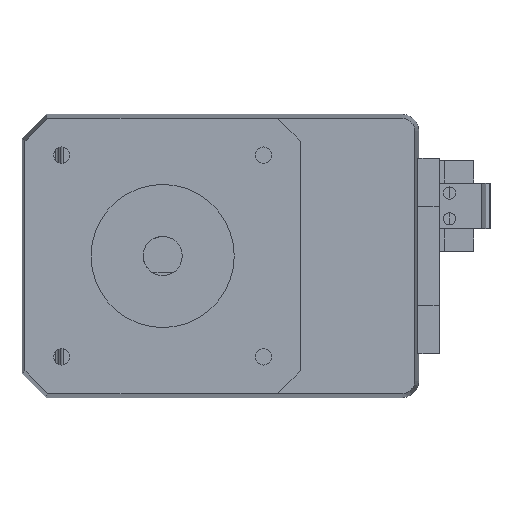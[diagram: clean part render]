
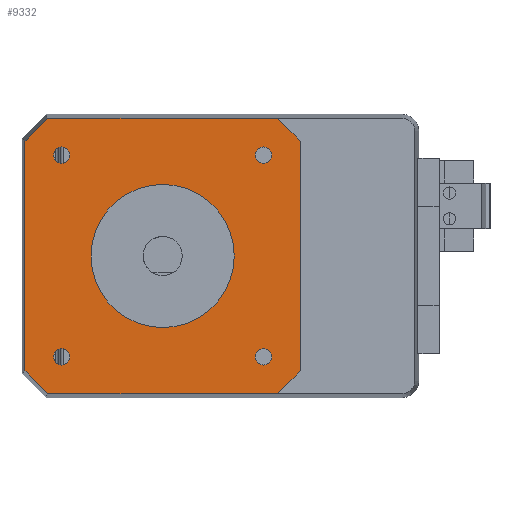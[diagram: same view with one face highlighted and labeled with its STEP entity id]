
A CAD part, front view. The second image highlights one B-rep face of the part: STEP entity #9332.
In plain terms, the highlighted planar face has unit normal (0, -1, 0).
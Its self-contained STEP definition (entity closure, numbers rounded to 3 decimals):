
#9317 = EDGE_LOOP ( 'NONE', ( #9318 ) ) ;
#9318 = ORIENTED_EDGE ( 'NONE', *, *, #9324, .F. ) ;
#9320 = ORIENTED_EDGE ( 'NONE', *, *, #9402, .F. ) ;
#9321 = EDGE_CURVE ( 'NONE', #9401, #9389, #17802, .T. ) ;
#9322 = ORIENTED_EDGE ( 'NONE', *, *, #9321, .F. ) ;
#9323 = EDGE_CURVE ( 'NONE', #9386, #9401, #17712, .T. ) ;
#9324 = EDGE_CURVE ( 'NONE', #18405, #18405, #17717, .T. ) ;
#9330 = ORIENTED_EDGE ( 'NONE', *, *, #9333, .F. ) ;
#9332 = ADVANCED_FACE ( 'NONE', ( #17688, #17685, #17629, #17704, #17680, #17678 ), #18771, .T. ) ;
#9333 = EDGE_CURVE ( 'NONE', #9378, #9408, #18917, .T. ) ;
#9334 = EDGE_CURVE ( 'NONE', #18403, #18403, #18912, .T. ) ;
#9335 = EDGE_LOOP ( 'NONE', ( #9380 ) ) ;
#9337 = EDGE_CURVE ( 'NONE', #18401, #18401, #18913, .T. ) ;
#9338 = VERTEX_POINT ( 'NONE', #18907 ) ;
#9378 = VERTEX_POINT ( 'NONE', #18956 ) ;
#9379 = EDGE_CURVE ( 'NONE', #18399, #18399, #18957, .T. ) ;
#9380 = ORIENTED_EDGE ( 'NONE', *, *, #9337, .F. ) ;
#9381 = EDGE_LOOP ( 'NONE', ( #9382 ) ) ;
#9382 = ORIENTED_EDGE ( 'NONE', *, *, #9334, .F. ) ;
#9383 = EDGE_CURVE ( 'NONE', #9338, #9386, #18942, .T. ) ;
#9384 = EDGE_LOOP ( 'NONE', ( #9385 ) ) ;
#9385 = ORIENTED_EDGE ( 'NONE', *, *, #9405, .F. ) ;
#9386 = VERTEX_POINT ( 'NONE', #18953 ) ;
#9387 = EDGE_LOOP ( 'NONE', ( #9388 ) ) ;
#9388 = ORIENTED_EDGE ( 'NONE', *, *, #9379, .F. ) ;
#9389 = VERTEX_POINT ( 'NONE', #18946 ) ;
#9390 = EDGE_LOOP ( 'NONE', ( #9392, #9394, #9330, #9393, #9395, #9320, #9322, #9400 ) ) ;
#9392 = ORIENTED_EDGE ( 'NONE', *, *, #9383, .F. ) ;
#9393 = ORIENTED_EDGE ( 'NONE', *, *, #9396, .F. ) ;
#9394 = ORIENTED_EDGE ( 'NONE', *, *, #9407, .F. ) ;
#9395 = ORIENTED_EDGE ( 'NONE', *, *, #9399, .F. ) ;
#9396 = EDGE_CURVE ( 'NONE', #9397, #9378, #18943, .T. ) ;
#9397 = VERTEX_POINT ( 'NONE', #18937 ) ;
#9399 = EDGE_CURVE ( 'NONE', #9403, #9397, #18848, .T. ) ;
#9400 = ORIENTED_EDGE ( 'NONE', *, *, #9323, .F. ) ;
#9401 = VERTEX_POINT ( 'NONE', #18845 ) ;
#9402 = EDGE_CURVE ( 'NONE', #9389, #9403, #18938, .T. ) ;
#9403 = VERTEX_POINT ( 'NONE', #18850 ) ;
#9405 = EDGE_CURVE ( 'NONE', #18395, #18395, #18843, .T. ) ;
#9407 = EDGE_CURVE ( 'NONE', #9408, #9338, #18801, .T. ) ;
#9408 = VERTEX_POINT ( 'NONE', #18851 ) ;
#17629 = FACE_BOUND ( 'NONE', #9384, .T. ) ;
#17678 = FACE_BOUND ( 'NONE', #9317, .T. ) ;
#17680 = FACE_OUTER_BOUND ( 'NONE', #9390, .T. ) ;
#17685 = FACE_BOUND ( 'NONE', #9381, .T. ) ;
#17688 = FACE_BOUND ( 'NONE', #9335, .T. ) ;
#17697 = DIRECTION ( 'NONE',  ( 0., 0., -1. ) ) ;
#17698 = DIRECTION ( 'NONE',  ( 0., -1., 0. ) ) ;
#17699 = CARTESIAN_POINT ( 'NONE',  ( -6.102, 2.307, 0. ) ) ;
#17704 = FACE_BOUND ( 'NONE', #9387, .T. ) ;
#17710 = DIRECTION ( 'NONE',  ( 0., 0., 1. ) ) ;
#17711 = VECTOR ( 'NONE', #17710, 1000. ) ;
#17712 = LINE ( 'NONE', #17790, #17711 ) ;
#17717 = CIRCLE ( 'NONE', #17791, 11. ) ;
#17790 = CARTESIAN_POINT ( 'NONE',  ( -27.252, 2.307, -17.65 ) ) ;
#17791 = AXIS2_PLACEMENT_3D ( 'NONE', #17699, #17698, #17697 ) ;
#17800 = DIRECTION ( 'NONE',  ( 0.707, 0., 0.707 ) ) ;
#17801 = VECTOR ( 'NONE', #17800, 1000. ) ;
#17802 = LINE ( 'NONE', #17814, #17801 ) ;
#17814 = CARTESIAN_POINT ( 'NONE',  ( -27.252, 2.307, 17.65 ) ) ;
#18392 = CARTESIAN_POINT ( 'NONE',  ( -21.602, 2.307, 16.75 ) ) ;
#18395 = VERTEX_POINT ( 'NONE', #18392 ) ;
#18396 = CARTESIAN_POINT ( 'NONE',  ( 9.398, 2.307, 14.25 ) ) ;
#18398 = CARTESIAN_POINT ( 'NONE',  ( 9.398, 2.307, -14.25 ) ) ;
#18399 = VERTEX_POINT ( 'NONE', #18396 ) ;
#18400 = CARTESIAN_POINT ( 'NONE',  ( -21.602, 2.307, -16.75 ) ) ;
#18401 = VERTEX_POINT ( 'NONE', #18398 ) ;
#18402 = CARTESIAN_POINT ( 'NONE',  ( -6.102, 2.307, -11. ) ) ;
#18403 = VERTEX_POINT ( 'NONE', #18400 ) ;
#18405 = VERTEX_POINT ( 'NONE', #18402 ) ;
#18771 = PLANE ( 'NONE',  #18911 ) ;
#18798 = DIRECTION ( 'NONE',  ( -1., 0., 0. ) ) ;
#18799 = VECTOR ( 'NONE', #18798, 1000. ) ;
#18800 = CARTESIAN_POINT ( 'NONE',  ( -23.752, 2.307, -21.15 ) ) ;
#18801 = LINE ( 'NONE', #18800, #18799 ) ;
#18804 = DIRECTION ( 'NONE',  ( 0., 0., 1. ) ) ;
#18805 = DIRECTION ( 'NONE',  ( 0., -1., 0. ) ) ;
#18806 = CARTESIAN_POINT ( 'NONE',  ( -21.602, 2.307, 15.5 ) ) ;
#18807 = AXIS2_PLACEMENT_3D ( 'NONE', #18806, #18805, #18804 ) ;
#18809 = DIRECTION ( 'NONE',  ( 1., 0., 0. ) ) ;
#18810 = VECTOR ( 'NONE', #18809, 1000. ) ;
#18811 = CARTESIAN_POINT ( 'NONE',  ( -23.752, 2.307, 21.15 ) ) ;
#18827 = DIRECTION ( 'NONE',  ( 0., 0., -1. ) ) ;
#18843 = CIRCLE ( 'NONE', #18807, 1.25 ) ;
#18845 = CARTESIAN_POINT ( 'NONE',  ( -27.252, 2.307, 17.65 ) ) ;
#18846 = DIRECTION ( 'NONE',  ( 0.707, 0., -0.707 ) ) ;
#18847 = VECTOR ( 'NONE', #18846, 1000. ) ;
#18848 = LINE ( 'NONE', #18947, #18847 ) ;
#18850 = CARTESIAN_POINT ( 'NONE',  ( 11.548, 2.307, 21.15 ) ) ;
#18851 = CARTESIAN_POINT ( 'NONE',  ( 11.548, 2.307, -21.15 ) ) ;
#18852 = DIRECTION ( 'NONE',  ( 0., 0., -1. ) ) ;
#18853 = AXIS2_PLACEMENT_3D ( 'NONE', #18958, #18945, #18944 ) ;
#18902 = DIRECTION ( 'NONE',  ( 0., 0., -1. ) ) ;
#18903 = DIRECTION ( 'NONE',  ( 0., -1., 0. ) ) ;
#18904 = CARTESIAN_POINT ( 'NONE',  ( -21.602, 2.307, -15.5 ) ) ;
#18905 = AXIS2_PLACEMENT_3D ( 'NONE', #18904, #18903, #18902 ) ;
#18907 = CARTESIAN_POINT ( 'NONE',  ( -23.752, 2.307, -21.15 ) ) ;
#18908 = AXIS2_PLACEMENT_3D ( 'NONE', #18918, #18926, #18925 ) ;
#18909 = DIRECTION ( 'NONE',  ( 0., -1., 0. ) ) ;
#18910 = CARTESIAN_POINT ( 'NONE',  ( -6.102, 2.307, -38.8 ) ) ;
#18911 = AXIS2_PLACEMENT_3D ( 'NONE', #18910, #18909, #18827 ) ;
#18912 = CIRCLE ( 'NONE', #18905, 1.25 ) ;
#18913 = CIRCLE ( 'NONE', #18908, 1.25 ) ;
#18914 = DIRECTION ( 'NONE',  ( -0.707, 0., -0.707 ) ) ;
#18915 = VECTOR ( 'NONE', #18914, 1000. ) ;
#18916 = CARTESIAN_POINT ( 'NONE',  ( 11.548, 2.307, -21.15 ) ) ;
#18917 = LINE ( 'NONE', #18916, #18915 ) ;
#18918 = CARTESIAN_POINT ( 'NONE',  ( 9.398, 2.307, -15.5 ) ) ;
#18925 = DIRECTION ( 'NONE',  ( 0., 0., 1. ) ) ;
#18926 = DIRECTION ( 'NONE',  ( 0., -1., 0. ) ) ;
#18935 = VECTOR ( 'NONE', #18852, 1000. ) ;
#18936 = CARTESIAN_POINT ( 'NONE',  ( 15.048, 2.307, -17.65 ) ) ;
#18937 = CARTESIAN_POINT ( 'NONE',  ( 15.048, 2.307, 17.65 ) ) ;
#18938 = LINE ( 'NONE', #18811, #18810 ) ;
#18939 = DIRECTION ( 'NONE',  ( -0.707, 0., 0.707 ) ) ;
#18940 = VECTOR ( 'NONE', #18939, 1000. ) ;
#18941 = CARTESIAN_POINT ( 'NONE',  ( -27.252, 2.307, -17.65 ) ) ;
#18942 = LINE ( 'NONE', #18941, #18940 ) ;
#18943 = LINE ( 'NONE', #18936, #18935 ) ;
#18944 = DIRECTION ( 'NONE',  ( 0., 0., -1. ) ) ;
#18945 = DIRECTION ( 'NONE',  ( 0., -1., 0. ) ) ;
#18946 = CARTESIAN_POINT ( 'NONE',  ( -23.752, 2.307, 21.15 ) ) ;
#18947 = CARTESIAN_POINT ( 'NONE',  ( 11.548, 2.307, 21.15 ) ) ;
#18953 = CARTESIAN_POINT ( 'NONE',  ( -27.252, 2.307, -17.65 ) ) ;
#18956 = CARTESIAN_POINT ( 'NONE',  ( 15.048, 2.307, -17.65 ) ) ;
#18957 = CIRCLE ( 'NONE', #18853, 1.25 ) ;
#18958 = CARTESIAN_POINT ( 'NONE',  ( 9.398, 2.307, 15.5 ) ) ;
